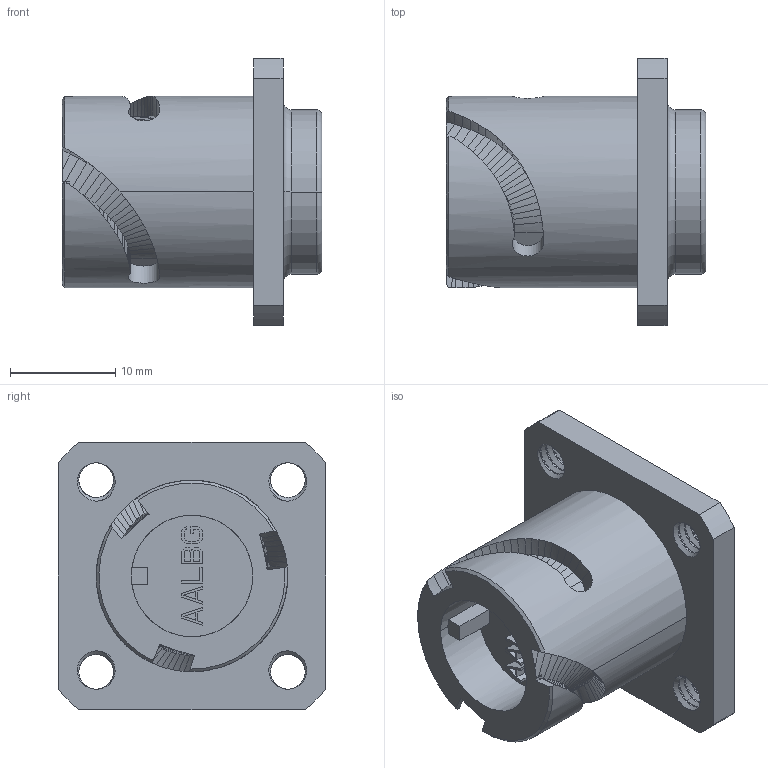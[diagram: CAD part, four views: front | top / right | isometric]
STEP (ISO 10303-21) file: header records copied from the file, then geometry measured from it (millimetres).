
FILE_DESCRIPTION((''),'2;1');
FILE_NAME('VG95234-10_SW0001','2023-02-02T16:03:01',('paultorloting'),('NET AG system integration'),'CREO PARAMETRIC BY PTC INC, 2021404','CREO PARAMETRIC BY PTC INC, 2021404','');
FILE_SCHEMA(('AUTOMOTIVE_DESIGN { 1 0 10303 214 1 1 1 1 }'));
Length unit declared in the file: millimetre
Products named in the file (1): VG95234-10_SW0001
Bounding box: 24.7 x 25.4 x 25.4 mm (x, y, z)
Volume: 5821.1 mm3; surface area: 3447 mm2
Topology: 1 solids, 1 shells, 534 faces, 1388 edges, 878 vertices
Faces by surface type: plane 272, bspline 210, cylinder 43, cone 5, torus 4
Entity records: 23712 total; most frequent: CARTESIAN_POINT 9641, ORIENTED_EDGE 2776, DIRECTION 1728, EDGE_CURVE 1388, VECTOR 955, LINE 955, VERTEX_POINT 878, EDGE_LOOP 564
